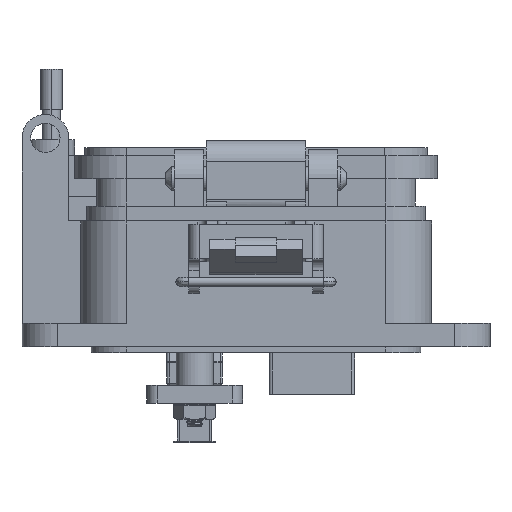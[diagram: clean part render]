
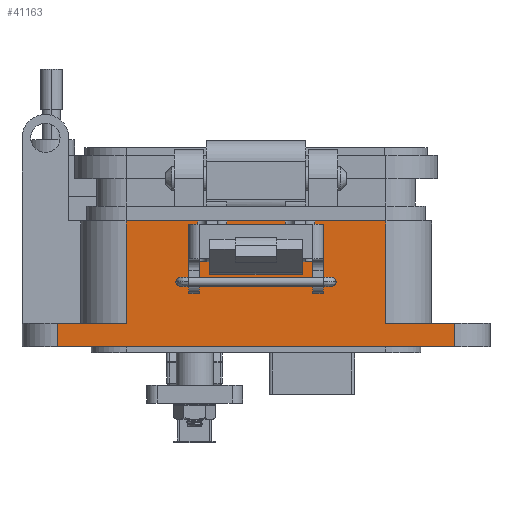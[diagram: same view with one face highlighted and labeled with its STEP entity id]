
A CAD part, front view. The second image highlights one B-rep face of the part: STEP entity #41163.
In plain terms, the highlighted planar face has unit normal (0, -1, 0).
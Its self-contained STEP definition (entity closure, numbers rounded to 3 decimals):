
#1772 = ORIENTED_EDGE ( 'NONE', *, *, #58003, .T. ) ;
#1977 = DIRECTION ( 'NONE',  ( 0., 0., -1. ) ) ;
#2358 = DIRECTION ( 'NONE',  ( 0., 0., 1. ) ) ;
#2566 = EDGE_CURVE ( 'NONE', #22070, #45253, #26747, .T. ) ;
#3411 = VERTEX_POINT ( 'NONE', #31891 ) ;
#4694 = CARTESIAN_POINT ( 'NONE',  ( -5.036, -15.056, -21.654 ) ) ;
#4734 = CARTESIAN_POINT ( 'NONE',  ( 10.071, -15.056, -21.654 ) ) ;
#5097 = DIRECTION ( 'NONE',  ( 0., 0., -1. ) ) ;
#5322 = VECTOR ( 'NONE', #10188, 1000. ) ;
#6383 = EDGE_CURVE ( 'NONE', #25394, #42123, #16478, .T. ) ;
#6558 = CARTESIAN_POINT ( 'NONE',  ( 22.358, -15.056, -39.279 ) ) ;
#8434 = LINE ( 'NONE', #30820, #48117 ) ;
#9186 = CARTESIAN_POINT ( 'NONE',  ( -22.358, -15.056, -21.654 ) ) ;
#10188 = DIRECTION ( 'NONE',  ( -1., 0., 0. ) ) ;
#10206 = CARTESIAN_POINT ( 'NONE',  ( 10.071, -15.056, -21.654 ) ) ;
#10380 = EDGE_LOOP ( 'NONE', ( #52222, #24581, #23922, #30752, #69614, #63271, #52472, #34103, #66096, #67038, #68758, #56088, #69595, #16694, #66644, #1772 ) ) ;
#10483 = CARTESIAN_POINT ( 'NONE',  ( 34.243, -15.056, -43.307 ) ) ;
#10696 = DIRECTION ( 'NONE',  ( 0., -1., 0. ) ) ;
#12196 = VERTEX_POINT ( 'NONE', #49154 ) ;
#12262 = DIRECTION ( 'NONE',  ( 0., 0., 1. ) ) ;
#12491 = EDGE_CURVE ( 'NONE', #13264, #38553, #8434, .T. ) ;
#13264 = VERTEX_POINT ( 'NONE', #45530 ) ;
#13958 = VECTOR ( 'NONE', #73205, 1000. ) ;
#15267 = FACE_OUTER_BOUND ( 'NONE', #10380, .T. ) ;
#15650 = CARTESIAN_POINT ( 'NONE',  ( 10.071, -15.056, -21.654 ) ) ;
#15771 = EDGE_CURVE ( 'NONE', #42123, #20682, #73446, .T. ) ;
#15784 = CARTESIAN_POINT ( 'NONE',  ( -34.243, -15.056, -21.654 ) ) ;
#15973 = VECTOR ( 'NONE', #51877, 1000. ) ;
#16478 = LINE ( 'NONE', #68839, #16516 ) ;
#16516 = VECTOR ( 'NONE', #21414, 1000. ) ;
#16694 = ORIENTED_EDGE ( 'NONE', *, *, #74280, .F. ) ;
#17579 = LINE ( 'NONE', #4694, #30567 ) ;
#17639 = CARTESIAN_POINT ( 'NONE',  ( 10.071, -15.056, -28.704 ) ) ;
#18796 = EDGE_CURVE ( 'NONE', #49855, #40311, #72332, .T. ) ;
#20362 = CARTESIAN_POINT ( 'NONE',  ( -10.071, -15.056, -21.654 ) ) ;
#20501 = CARTESIAN_POINT ( 'NONE',  ( 10.071, -15.056, -39.279 ) ) ;
#20682 = VERTEX_POINT ( 'NONE', #33822 ) ;
#20760 = VECTOR ( 'NONE', #5097, 1000. ) ;
#21122 = CARTESIAN_POINT ( 'NONE',  ( 22.358, -15.056, -21.654 ) ) ;
#21414 = DIRECTION ( 'NONE',  ( -1., 0., 0. ) ) ;
#21948 = DIRECTION ( 'NONE',  ( -1., 0., 0. ) ) ;
#22070 = VERTEX_POINT ( 'NONE', #28078 ) ;
#22430 = PLANE ( 'NONE',  #73233 ) ;
#23894 = VECTOR ( 'NONE', #41937, 1000. ) ;
#23922 = ORIENTED_EDGE ( 'NONE', *, *, #70161, .T. ) ;
#24581 = ORIENTED_EDGE ( 'NONE', *, *, #2566, .T. ) ;
#25150 = LINE ( 'NONE', #26286, #70920 ) ;
#25394 = VERTEX_POINT ( 'NONE', #62185 ) ;
#25505 = DIRECTION ( 'NONE',  ( -1., 0., 0. ) ) ;
#26207 = VECTOR ( 'NONE', #1977, 1000. ) ;
#26286 = CARTESIAN_POINT ( 'NONE',  ( 10.071, -15.056, -21.654 ) ) ;
#26524 = EDGE_CURVE ( 'NONE', #38553, #3411, #57627, .T. ) ;
#26548 = LINE ( 'NONE', #66023, #13958 ) ;
#26747 = LINE ( 'NONE', #4734, #48415 ) ;
#27827 = DIRECTION ( 'NONE',  ( 0., 0., -1. ) ) ;
#28078 = CARTESIAN_POINT ( 'NONE',  ( 10.071, -15.056, -21.654 ) ) ;
#28955 = EDGE_CURVE ( 'NONE', #20682, #70488, #26548, .T. ) ;
#30112 = EDGE_CURVE ( 'NONE', #34026, #22070, #25150, .T. ) ;
#30264 = CARTESIAN_POINT ( 'NONE',  ( 10.071, -15.056, -28.704 ) ) ;
#30567 = VECTOR ( 'NONE', #27827, 1000. ) ;
#30752 = ORIENTED_EDGE ( 'NONE', *, *, #12491, .T. ) ;
#30820 = CARTESIAN_POINT ( 'NONE',  ( 5.036, -15.056, -21.654 ) ) ;
#31891 = CARTESIAN_POINT ( 'NONE',  ( -5.036, -15.056, -21.654 ) ) ;
#32682 = VERTEX_POINT ( 'NONE', #53696 ) ;
#32813 = CARTESIAN_POINT ( 'NONE',  ( -10.071, -15.056, -28.704 ) ) ;
#33102 = VERTEX_POINT ( 'NONE', #6558 ) ;
#33822 = CARTESIAN_POINT ( 'NONE',  ( -34.243, -15.056, -43.307 ) ) ;
#34013 = CARTESIAN_POINT ( 'NONE',  ( -34.243, -15.056, -39.279 ) ) ;
#34026 = VERTEX_POINT ( 'NONE', #21122 ) ;
#34095 = LINE ( 'NONE', #57244, #68418 ) ;
#34103 = ORIENTED_EDGE ( 'NONE', *, *, #18796, .T. ) ;
#38345 = VECTOR ( 'NONE', #55441, 1000. ) ;
#38553 = VERTEX_POINT ( 'NONE', #70566 ) ;
#38556 = DIRECTION ( 'NONE',  ( 0., 0., -1. ) ) ;
#40311 = VERTEX_POINT ( 'NONE', #43163 ) ;
#41133 = LINE ( 'NONE', #64266, #50356 ) ;
#41163 = ADVANCED_FACE ( 'NONE', ( #15267 ), #22430, .T. ) ;
#41734 = EDGE_CURVE ( 'NONE', #12196, #49855, #34095, .T. ) ;
#41937 = DIRECTION ( 'NONE',  ( -1., 0., 0. ) ) ;
#42123 = VERTEX_POINT ( 'NONE', #34013 ) ;
#43163 = CARTESIAN_POINT ( 'NONE',  ( -10.071, -15.056, -21.654 ) ) ;
#44359 = EDGE_CURVE ( 'NONE', #70642, #25394, #72148, .T. ) ;
#44859 = DIRECTION ( 'NONE',  ( 1., 0., 0. ) ) ;
#45253 = VERTEX_POINT ( 'NONE', #30264 ) ;
#45530 = CARTESIAN_POINT ( 'NONE',  ( 5.036, -15.056, -28.704 ) ) ;
#48117 = VECTOR ( 'NONE', #2358, 1000. ) ;
#48415 = VECTOR ( 'NONE', #38556, 1000. ) ;
#49154 = CARTESIAN_POINT ( 'NONE',  ( -5.036, -15.056, -28.704 ) ) ;
#49855 = VERTEX_POINT ( 'NONE', #32813 ) ;
#50113 = LINE ( 'NONE', #20501, #38345 ) ;
#50356 = VECTOR ( 'NONE', #12262, 1000. ) ;
#50666 = EDGE_CURVE ( 'NONE', #32682, #33102, #50113, .T. ) ;
#51877 = DIRECTION ( 'NONE',  ( 0., 0., -1. ) ) ;
#52222 = ORIENTED_EDGE ( 'NONE', *, *, #30112, .T. ) ;
#52472 = ORIENTED_EDGE ( 'NONE', *, *, #41734, .T. ) ;
#53556 = VECTOR ( 'NONE', #57110, 1000. ) ;
#53696 = CARTESIAN_POINT ( 'NONE',  ( 34.243, -15.056, -39.279 ) ) ;
#55441 = DIRECTION ( 'NONE',  ( -1., 0., 0. ) ) ;
#55445 = CARTESIAN_POINT ( 'NONE',  ( 34.243, -15.056, -43.307 ) ) ;
#55567 = VECTOR ( 'NONE', #21948, 1000. ) ;
#56088 = ORIENTED_EDGE ( 'NONE', *, *, #15771, .T. ) ;
#57110 = DIRECTION ( 'NONE',  ( 0., 0., 1. ) ) ;
#57244 = CARTESIAN_POINT ( 'NONE',  ( 10.071, -15.056, -28.704 ) ) ;
#57627 = LINE ( 'NONE', #10206, #55567 ) ;
#58003 = EDGE_CURVE ( 'NONE', #33102, #34026, #41133, .T. ) ;
#58005 = CARTESIAN_POINT ( 'NONE',  ( -22.358, -15.056, -21.654 ) ) ;
#59011 = LINE ( 'NONE', #17639, #23894 ) ;
#62180 = CARTESIAN_POINT ( 'NONE',  ( 10.071, -15.056, -21.654 ) ) ;
#62185 = CARTESIAN_POINT ( 'NONE',  ( -22.358, -15.056, -39.279 ) ) ;
#63196 = EDGE_CURVE ( 'NONE', #40311, #70642, #66741, .T. ) ;
#63271 = ORIENTED_EDGE ( 'NONE', *, *, #74697, .T. ) ;
#64266 = CARTESIAN_POINT ( 'NONE',  ( 22.358, -15.056, -21.654 ) ) ;
#66023 = CARTESIAN_POINT ( 'NONE',  ( 0., -15.056, -43.307 ) ) ;
#66096 = ORIENTED_EDGE ( 'NONE', *, *, #63196, .T. ) ;
#66644 = ORIENTED_EDGE ( 'NONE', *, *, #50666, .T. ) ;
#66741 = LINE ( 'NONE', #62180, #5322 ) ;
#67038 = ORIENTED_EDGE ( 'NONE', *, *, #44359, .T. ) ;
#68418 = VECTOR ( 'NONE', #74714, 1000. ) ;
#68534 = LINE ( 'NONE', #10483, #15973 ) ;
#68758 = ORIENTED_EDGE ( 'NONE', *, *, #6383, .T. ) ;
#68839 = CARTESIAN_POINT ( 'NONE',  ( 10.071, -15.056, -39.279 ) ) ;
#69595 = ORIENTED_EDGE ( 'NONE', *, *, #28955, .T. ) ;
#69614 = ORIENTED_EDGE ( 'NONE', *, *, #26524, .T. ) ;
#70161 = EDGE_CURVE ( 'NONE', #45253, #13264, #59011, .T. ) ;
#70488 = VERTEX_POINT ( 'NONE', #55445 ) ;
#70566 = CARTESIAN_POINT ( 'NONE',  ( 5.036, -15.056, -21.654 ) ) ;
#70642 = VERTEX_POINT ( 'NONE', #58005 ) ;
#70920 = VECTOR ( 'NONE', #25505, 1000. ) ;
#72148 = LINE ( 'NONE', #9186, #26207 ) ;
#72332 = LINE ( 'NONE', #20362, #53556 ) ;
#73205 = DIRECTION ( 'NONE',  ( 1., 0., 0. ) ) ;
#73233 = AXIS2_PLACEMENT_3D ( 'NONE', #15650, #10696, #44859 ) ;
#73446 = LINE ( 'NONE', #15784, #20760 ) ;
#74280 = EDGE_CURVE ( 'NONE', #32682, #70488, #68534, .T. ) ;
#74697 = EDGE_CURVE ( 'NONE', #3411, #12196, #17579, .T. ) ;
#74714 = DIRECTION ( 'NONE',  ( -1., 0., 0. ) ) ;
